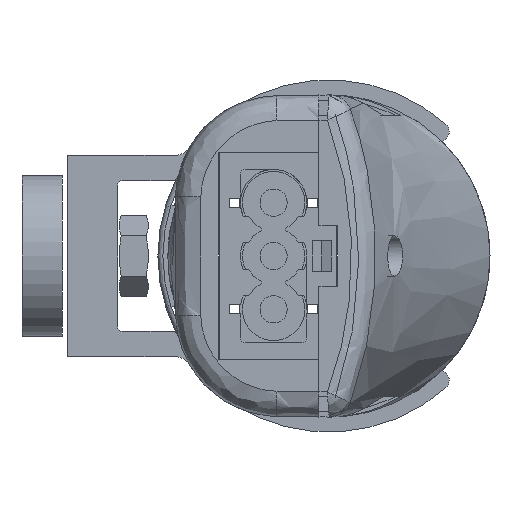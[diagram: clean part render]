
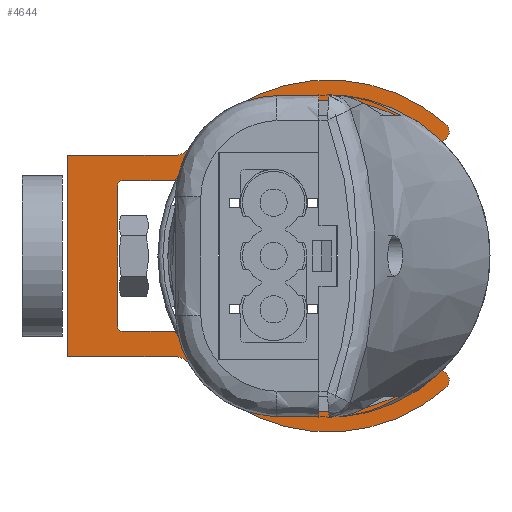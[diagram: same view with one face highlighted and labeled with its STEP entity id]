
A CAD part, left-side view. The second image highlights one B-rep face of the part: STEP entity #4644.
In plain terms, the highlighted planar face has unit normal (-1, 0, 0).
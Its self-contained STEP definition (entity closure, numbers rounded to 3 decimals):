
#519=CIRCLE('',#5024,2.);
#520=CIRCLE('',#5027,2.);
#533=CIRCLE('',#5046,17.5);
#534=CIRCLE('',#5048,17.5);
#535=CIRCLE('',#5050,1.);
#536=CIRCLE('',#5052,1.);
#537=CIRCLE('',#5054,0.5);
#538=CIRCLE('',#5055,0.5);
#539=CIRCLE('',#5056,0.5);
#540=CIRCLE('',#5057,0.5);
#541=CIRCLE('',#5058,15.5);
#542=CIRCLE('',#5059,15.5);
#753=FACE_OUTER_BOUND('',#943,.T.);
#943=EDGE_LOOP('',(#4240,#4241,#4242,#4243,#4244,#4245,#4246,#4247,#4248,
#4249,#4250,#4251,#4252,#4253,#4254,#4255,#4256,#4257));
#1295=LINE('',#10524,#1676);
#1298=LINE('',#10536,#1679);
#1304=LINE('',#10548,#1685);
#1308=LINE('',#10559,#1689);
#1310=LINE('',#10565,#1691);
#1318=LINE('',#10611,#1699);
#1676=VECTOR('',#6055,10.63);
#1679=VECTOR('',#6066,10.63);
#1685=VECTOR('',#6074,14.);
#1689=VECTOR('',#6082,6.644);
#1691=VECTOR('',#6086,6.644);
#1699=VECTOR('',#6144,20.);
#2353=VERTEX_POINT('',#10514);
#2354=VERTEX_POINT('',#10516);
#2356=VERTEX_POINT('',#10522);
#2357=VERTEX_POINT('',#10526);
#2358=VERTEX_POINT('',#10527);
#2361=VERTEX_POINT('',#10535);
#2364=VERTEX_POINT('',#10542);
#2366=VERTEX_POINT('',#10546);
#2369=VERTEX_POINT('',#10553);
#2371=VERTEX_POINT('',#10557);
#2372=VERTEX_POINT('',#10561);
#2374=VERTEX_POINT('',#10564);
#2382=VERTEX_POINT('',#10588);
#2383=VERTEX_POINT('',#10592);
#2384=VERTEX_POINT('',#10596);
#2385=VERTEX_POINT('',#10600);
#2386=VERTEX_POINT('',#10604);
#2387=VERTEX_POINT('',#10608);
#3174=EDGE_CURVE('',#2353,#2354,#519,.T.);
#3178=EDGE_CURVE('',#2356,#2353,#1295,.T.);
#3179=EDGE_CURVE('',#2357,#2358,#520,.T.);
#3183=EDGE_CURVE('',#2361,#2358,#1298,.T.);
#3189=EDGE_CURVE('',#2364,#2366,#1304,.T.);
#3194=EDGE_CURVE('',#2369,#2371,#1308,.T.);
#3196=EDGE_CURVE('',#2374,#2372,#1310,.T.);
#3211=EDGE_CURVE('',#2357,#2382,#533,.T.);
#3212=EDGE_CURVE('',#2383,#2354,#534,.T.);
#3214=EDGE_CURVE('',#2383,#2384,#535,.T.);
#3216=EDGE_CURVE('',#2385,#2382,#536,.T.);
#3218=EDGE_CURVE('',#2374,#2386,#537,.T.);
#3219=EDGE_CURVE('',#2364,#2372,#538,.T.);
#3220=EDGE_CURVE('',#2369,#2366,#539,.T.);
#3221=EDGE_CURVE('',#2387,#2371,#540,.T.);
#3222=EDGE_CURVE('',#2387,#2384,#541,.T.);
#3223=EDGE_CURVE('',#2361,#2356,#1318,.T.);
#3224=EDGE_CURVE('',#2385,#2386,#542,.T.);
#4240=ORIENTED_EDGE('',*,*,#3218,.F.);
#4241=ORIENTED_EDGE('',*,*,#3196,.T.);
#4242=ORIENTED_EDGE('',*,*,#3219,.F.);
#4243=ORIENTED_EDGE('',*,*,#3189,.T.);
#4244=ORIENTED_EDGE('',*,*,#3220,.F.);
#4245=ORIENTED_EDGE('',*,*,#3194,.T.);
#4246=ORIENTED_EDGE('',*,*,#3221,.F.);
#4247=ORIENTED_EDGE('',*,*,#3222,.T.);
#4248=ORIENTED_EDGE('',*,*,#3214,.F.);
#4249=ORIENTED_EDGE('',*,*,#3212,.T.);
#4250=ORIENTED_EDGE('',*,*,#3174,.F.);
#4251=ORIENTED_EDGE('',*,*,#3178,.F.);
#4252=ORIENTED_EDGE('',*,*,#3223,.F.);
#4253=ORIENTED_EDGE('',*,*,#3183,.T.);
#4254=ORIENTED_EDGE('',*,*,#3179,.F.);
#4255=ORIENTED_EDGE('',*,*,#3211,.T.);
#4256=ORIENTED_EDGE('',*,*,#3216,.F.);
#4257=ORIENTED_EDGE('',*,*,#3224,.T.);
#4431=PLANE('',#5053);
#4644=ADVANCED_FACE('',(#753),#4431,.T.);
#5024=AXIS2_PLACEMENT_3D('',#10517,#6048,#6049);
#5027=AXIS2_PLACEMENT_3D('',#10528,#6058,#6059);
#5046=AXIS2_PLACEMENT_3D('',#10590,#6115,#6116);
#5048=AXIS2_PLACEMENT_3D('',#10593,#6119,#6120);
#5050=AXIS2_PLACEMENT_3D('',#10597,#6124,#6125);
#5052=AXIS2_PLACEMENT_3D('',#10601,#6129,#6130);
#5053=AXIS2_PLACEMENT_3D('',#10603,#6132,#6133);
#5054=AXIS2_PLACEMENT_3D('',#10605,#6134,#6135);
#5055=AXIS2_PLACEMENT_3D('',#10606,#6136,#6137);
#5056=AXIS2_PLACEMENT_3D('',#10607,#6138,#6139);
#5057=AXIS2_PLACEMENT_3D('',#10609,#6140,#6141);
#5058=AXIS2_PLACEMENT_3D('',#10610,#6142,#6143);
#5059=AXIS2_PLACEMENT_3D('',#10612,#6145,#6146);
#6048=DIRECTION('center_axis',(-1.,0.,0.));
#6049=DIRECTION('ref_axis',(0.,-0.439,-0.899));
#6055=DIRECTION('',(0.,-1.,0.));
#6058=DIRECTION('center_axis',(-1.,0.,0.));
#6059=DIRECTION('ref_axis',(0.,-0.439,0.899));
#6066=DIRECTION('',(0.,-1.,0.));
#6074=DIRECTION('',(0.,0.,1.));
#6082=DIRECTION('',(0.,-1.,0.));
#6086=DIRECTION('',(0.,1.,0.));
#6115=DIRECTION('center_axis',(-1.,0.,0.));
#6116=DIRECTION('ref_axis',(0.,0.,-1.));
#6119=DIRECTION('center_axis',(-1.,0.,0.));
#6120=DIRECTION('ref_axis',(0.,0.,-1.));
#6124=DIRECTION('center_axis',(1.,0.,0.));
#6125=DIRECTION('ref_axis',(0.,-1.,0.03));
#6129=DIRECTION('center_axis',(1.,0.,0.));
#6130=DIRECTION('ref_axis',(0.,-0.03,1.));
#6132=DIRECTION('center_axis',(-1.,0.,0.));
#6133=DIRECTION('ref_axis',(0.,0.,-1.));
#6134=DIRECTION('center_axis',(1.,0.,0.));
#6135=DIRECTION('ref_axis',(0.,-0.5,0.866));
#6136=DIRECTION('center_axis',(-1.,0.,0.));
#6137=DIRECTION('ref_axis',(0.,0.707,-0.707));
#6138=DIRECTION('center_axis',(-1.,0.,0.));
#6139=DIRECTION('ref_axis',(0.,0.707,0.707));
#6140=DIRECTION('center_axis',(1.,0.,0.));
#6141=DIRECTION('ref_axis',(0.,-0.5,-0.866));
#6142=DIRECTION('center_axis',(1.,0.,0.));
#6143=DIRECTION('ref_axis',(0.,-0.707,-0.707));
#6144=DIRECTION('',(0.,0.,1.));
#6145=DIRECTION('center_axis',(1.,0.,0.));
#6146=DIRECTION('ref_axis',(0.,-0.707,-0.707));
#10514=CARTESIAN_POINT('',(-222.5,15.37,10.));
#10516=CARTESIAN_POINT('',(-222.5,13.794,10.769));
#10517=CARTESIAN_POINT('Origin',(-222.5,15.37,12.));
#10522=CARTESIAN_POINT('',(-222.5,26.,10.));
#10524=CARTESIAN_POINT('',(-222.5,26.,10.));
#10526=CARTESIAN_POINT('',(-222.5,13.794,-10.769));
#10527=CARTESIAN_POINT('',(-222.5,15.37,-10.));
#10528=CARTESIAN_POINT('Origin',(-222.5,15.37,-12.));
#10535=CARTESIAN_POINT('',(-222.5,26.,-10.));
#10536=CARTESIAN_POINT('',(-222.5,14.361,-10.));
#10542=CARTESIAN_POINT('',(-222.5,21.,-7.));
#10546=CARTESIAN_POINT('',(-222.5,21.,7.));
#10548=CARTESIAN_POINT('',(-222.5,21.,1.25));
#10553=CARTESIAN_POINT('',(-222.5,20.5,7.5));
#10557=CARTESIAN_POINT('',(-222.5,13.856,7.5));
#10559=CARTESIAN_POINT('',(-222.5,23.5,7.5));
#10561=CARTESIAN_POINT('',(-222.5,20.5,-7.5));
#10564=CARTESIAN_POINT('',(-222.5,13.856,-7.5));
#10565=CARTESIAN_POINT('',(-222.5,19.782,-7.5));
#10588=CARTESIAN_POINT('',(-222.5,-11.602,-13.102));
#10590=CARTESIAN_POINT('Origin',(-222.5,0.,0.));
#10592=CARTESIAN_POINT('',(-222.5,-11.602,13.102));
#10593=CARTESIAN_POINT('Origin',(-222.5,0.,0.));
#10596=CARTESIAN_POINT('',(-222.5,-10.276,11.604));
#10597=CARTESIAN_POINT('Origin',(-222.5,-10.939,12.353));
#10600=CARTESIAN_POINT('',(-222.5,-10.276,-11.604));
#10601=CARTESIAN_POINT('Origin',(-222.5,-10.939,-12.353));
#10603=CARTESIAN_POINT('Origin',(-222.5,26.,10.));
#10604=CARTESIAN_POINT('',(-222.5,13.423,-7.75));
#10605=CARTESIAN_POINT('Origin',(-222.5,13.856,-8.));
#10606=CARTESIAN_POINT('Origin',(-222.5,20.5,-7.));
#10607=CARTESIAN_POINT('Origin',(-222.5,20.5,7.));
#10608=CARTESIAN_POINT('',(-222.5,13.423,7.75));
#10609=CARTESIAN_POINT('Origin',(-222.5,13.856,8.));
#10610=CARTESIAN_POINT('Origin',(-222.5,0.,0.));
#10611=CARTESIAN_POINT('',(-222.5,26.,-2.5));
#10612=CARTESIAN_POINT('Origin',(-222.5,0.,0.));
